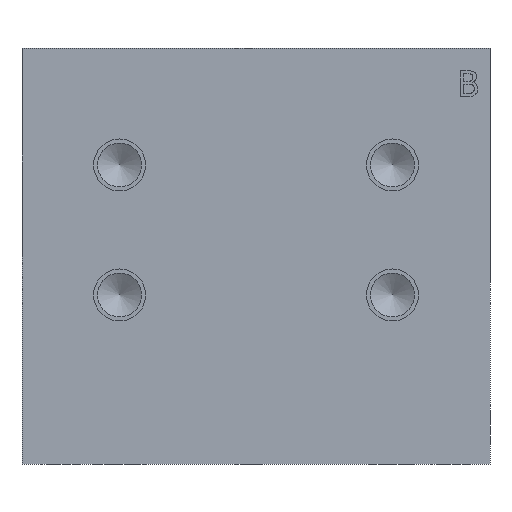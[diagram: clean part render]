
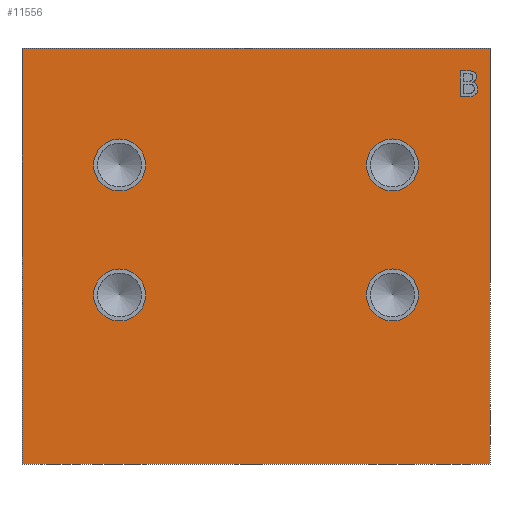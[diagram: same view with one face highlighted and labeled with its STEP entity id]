
A CAD part, front view. The second image highlights one B-rep face of the part: STEP entity #11556.
In plain terms, the highlighted planar face has unit normal (0, -1, 0).
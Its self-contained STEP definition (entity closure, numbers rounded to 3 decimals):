
#371=B_SPLINE_CURVE_WITH_KNOTS('',2,(#19074,#19075,#19076,#19077),
 .UNSPECIFIED.,.F.,.F.,(3,1,3),(0.,1.,2.),.UNSPECIFIED.);
#373=B_SPLINE_CURVE_WITH_KNOTS('',2,(#19101,#19102,#19103,#19104),
 .UNSPECIFIED.,.F.,.F.,(3,1,3),(0.,1.,2.),.UNSPECIFIED.);
#375=B_SPLINE_CURVE_WITH_KNOTS('',2,(#19120,#19121,#19122,#19123),
 .UNSPECIFIED.,.F.,.F.,(3,1,3),(0.,1.,2.),.UNSPECIFIED.);
#377=B_SPLINE_CURVE_WITH_KNOTS('',2,(#19139,#19140,#19141,#19142),
 .UNSPECIFIED.,.F.,.F.,(3,1,3),(0.,1.,2.),.UNSPECIFIED.);
#379=B_SPLINE_CURVE_WITH_KNOTS('',2,(#19176,#19177,#19178,#19179),
 .UNSPECIFIED.,.F.,.F.,(3,1,3),(0.,1.,2.),.UNSPECIFIED.);
#381=B_SPLINE_CURVE_WITH_KNOTS('',2,(#19194,#19195,#19196,#19197),
 .UNSPECIFIED.,.F.,.F.,(3,1,3),(0.,1.,2.),.UNSPECIFIED.);
#528=CIRCLE('',#12063,6.35);
#529=CIRCLE('',#12064,6.35);
#530=CIRCLE('',#12065,6.35);
#531=CIRCLE('',#12066,6.35);
#532=CIRCLE('',#12067,6.35);
#533=CIRCLE('',#12068,6.35);
#534=CIRCLE('',#12069,6.35);
#535=CIRCLE('',#12070,6.35);
#829=FACE_BOUND('',#1964,.T.);
#830=FACE_BOUND('',#1965,.T.);
#831=FACE_BOUND('',#1966,.T.);
#832=FACE_BOUND('',#1967,.T.);
#833=FACE_BOUND('',#1968,.T.);
#1323=FACE_OUTER_BOUND('',#1963,.T.);
#1963=EDGE_LOOP('',(#9484,#9485,#9486,#9487));
#1964=EDGE_LOOP('',(#9488,#9489,#9490,#9491,#9492,#9493,#9494,#9495,#9496,
#9497));
#1965=EDGE_LOOP('',(#9498,#9499));
#1966=EDGE_LOOP('',(#9500,#9501));
#1967=EDGE_LOOP('',(#9502,#9503));
#1968=EDGE_LOOP('',(#9504,#9505));
#2211=LINE('',#15142,#3301);
#2625=LINE('',#17579,#3715);
#3128=LINE('',#19088,#4218);
#3134=LINE('',#19151,#4224);
#3137=LINE('',#19157,#4227);
#3140=LINE('',#19163,#4230);
#3144=LINE('',#19205,#4234);
#3145=LINE('',#19206,#4235);
#3301=VECTOR('',#12540,10.);
#3715=VECTOR('',#13226,10.);
#4218=VECTOR('',#14089,10.);
#4224=VECTOR('',#14097,10.);
#4227=VECTOR('',#14102,10.);
#4230=VECTOR('',#14107,10.);
#4234=VECTOR('',#14115,10.);
#4235=VECTOR('',#14116,10.);
#4380=VERTEX_POINT('',#15140);
#4381=VERTEX_POINT('',#15141);
#4796=VERTEX_POINT('',#17578);
#5170=VERTEX_POINT('',#19072);
#5171=VERTEX_POINT('',#19073);
#5174=VERTEX_POINT('',#19087);
#5176=VERTEX_POINT('',#19100);
#5178=VERTEX_POINT('',#19119);
#5180=VERTEX_POINT('',#19138);
#5182=VERTEX_POINT('',#19150);
#5184=VERTEX_POINT('',#19156);
#5186=VERTEX_POINT('',#19162);
#5188=VERTEX_POINT('',#19175);
#5190=VERTEX_POINT('',#19204);
#5191=VERTEX_POINT('',#19207);
#5192=VERTEX_POINT('',#19208);
#5193=VERTEX_POINT('',#19211);
#5194=VERTEX_POINT('',#19212);
#5195=VERTEX_POINT('',#19215);
#5196=VERTEX_POINT('',#19216);
#5197=VERTEX_POINT('',#19219);
#5198=VERTEX_POINT('',#19220);
#5513=EDGE_CURVE('',#4380,#4381,#2211,.T.);
#6127=EDGE_CURVE('',#4380,#4796,#2625,.T.);
#6686=EDGE_CURVE('',#5170,#5171,#371,.T.);
#6690=EDGE_CURVE('',#5174,#5170,#3128,.T.);
#6693=EDGE_CURVE('',#5176,#5174,#373,.T.);
#6696=EDGE_CURVE('',#5178,#5176,#375,.T.);
#6699=EDGE_CURVE('',#5180,#5178,#377,.T.);
#6702=EDGE_CURVE('',#5182,#5180,#3134,.T.);
#6705=EDGE_CURVE('',#5184,#5182,#3137,.T.);
#6708=EDGE_CURVE('',#5186,#5184,#3140,.T.);
#6711=EDGE_CURVE('',#5188,#5186,#379,.T.);
#6714=EDGE_CURVE('',#5171,#5188,#381,.T.);
#6716=EDGE_CURVE('',#4381,#5190,#3144,.T.);
#6717=EDGE_CURVE('',#4796,#5190,#3145,.T.);
#6718=EDGE_CURVE('',#5191,#5192,#528,.T.);
#6719=EDGE_CURVE('',#5192,#5191,#529,.T.);
#6720=EDGE_CURVE('',#5193,#5194,#530,.T.);
#6721=EDGE_CURVE('',#5194,#5193,#531,.T.);
#6722=EDGE_CURVE('',#5195,#5196,#532,.T.);
#6723=EDGE_CURVE('',#5196,#5195,#533,.T.);
#6724=EDGE_CURVE('',#5197,#5198,#534,.T.);
#6725=EDGE_CURVE('',#5198,#5197,#535,.T.);
#9484=ORIENTED_EDGE('',*,*,#5513,.T.);
#9485=ORIENTED_EDGE('',*,*,#6716,.T.);
#9486=ORIENTED_EDGE('',*,*,#6717,.F.);
#9487=ORIENTED_EDGE('',*,*,#6127,.F.);
#9488=ORIENTED_EDGE('',*,*,#6686,.T.);
#9489=ORIENTED_EDGE('',*,*,#6714,.T.);
#9490=ORIENTED_EDGE('',*,*,#6711,.T.);
#9491=ORIENTED_EDGE('',*,*,#6708,.T.);
#9492=ORIENTED_EDGE('',*,*,#6705,.T.);
#9493=ORIENTED_EDGE('',*,*,#6702,.T.);
#9494=ORIENTED_EDGE('',*,*,#6699,.T.);
#9495=ORIENTED_EDGE('',*,*,#6696,.T.);
#9496=ORIENTED_EDGE('',*,*,#6693,.T.);
#9497=ORIENTED_EDGE('',*,*,#6690,.T.);
#9498=ORIENTED_EDGE('',*,*,#6718,.T.);
#9499=ORIENTED_EDGE('',*,*,#6719,.T.);
#9500=ORIENTED_EDGE('',*,*,#6720,.T.);
#9501=ORIENTED_EDGE('',*,*,#6721,.T.);
#9502=ORIENTED_EDGE('',*,*,#6722,.T.);
#9503=ORIENTED_EDGE('',*,*,#6723,.T.);
#9504=ORIENTED_EDGE('',*,*,#6724,.T.);
#9505=ORIENTED_EDGE('',*,*,#6725,.T.);
#10647=PLANE('',#12062);
#11556=ADVANCED_FACE('',(#1323,#829,#830,#831,#832,#833),#10647,.T.);
#12062=AXIS2_PLACEMENT_3D('',#19203,#14113,#14114);
#12063=AXIS2_PLACEMENT_3D('',#19209,#14117,#14118);
#12064=AXIS2_PLACEMENT_3D('',#19210,#14119,#14120);
#12065=AXIS2_PLACEMENT_3D('',#19213,#14121,#14122);
#12066=AXIS2_PLACEMENT_3D('',#19214,#14123,#14124);
#12067=AXIS2_PLACEMENT_3D('',#19217,#14125,#14126);
#12068=AXIS2_PLACEMENT_3D('',#19218,#14127,#14128);
#12069=AXIS2_PLACEMENT_3D('',#19221,#14129,#14130);
#12070=AXIS2_PLACEMENT_3D('',#19222,#14131,#14132);
#12540=DIRECTION('',(1.,0.,0.));
#13226=DIRECTION('',(0.,0.,1.));
#14089=DIRECTION('',(0.,0.,-1.));
#14097=DIRECTION('',(1.,0.,0.));
#14102=DIRECTION('',(0.,0.,1.));
#14107=DIRECTION('',(-1.,0.,0.));
#14113=DIRECTION('center_axis',(0.,-1.,0.));
#14114=DIRECTION('ref_axis',(1.,0.,0.));
#14115=DIRECTION('',(0.,0.,1.));
#14116=DIRECTION('',(1.,0.,0.));
#14117=DIRECTION('center_axis',(0.,1.,0.));
#14118=DIRECTION('ref_axis',(1.,0.,0.));
#14119=DIRECTION('center_axis',(0.,1.,0.));
#14120=DIRECTION('ref_axis',(1.,0.,0.));
#14121=DIRECTION('center_axis',(0.,1.,0.));
#14122=DIRECTION('ref_axis',(1.,0.,0.));
#14123=DIRECTION('center_axis',(0.,1.,0.));
#14124=DIRECTION('ref_axis',(1.,0.,0.));
#14125=DIRECTION('center_axis',(0.,1.,0.));
#14126=DIRECTION('ref_axis',(1.,0.,0.));
#14127=DIRECTION('center_axis',(0.,1.,0.));
#14128=DIRECTION('ref_axis',(1.,0.,0.));
#14129=DIRECTION('center_axis',(0.,1.,0.));
#14130=DIRECTION('ref_axis',(1.,0.,0.));
#14131=DIRECTION('center_axis',(0.,1.,0.));
#14132=DIRECTION('ref_axis',(1.,0.,0.));
#15140=CARTESIAN_POINT('',(0.,0.,0.));
#15141=CARTESIAN_POINT('',(114.3,0.,0.));
#15142=CARTESIAN_POINT('',(0.,0.,0.));
#17578=CARTESIAN_POINT('',(0.,0.,101.6));
#17579=CARTESIAN_POINT('',(0.,0.,0.));
#19072=CARTESIAN_POINT('',(110.124,0.,93.224));
#19073=CARTESIAN_POINT('',(111.313,0.,91.644));
#19074=CARTESIAN_POINT('Ctrl Pts',(110.124,0.,93.224));
#19075=CARTESIAN_POINT('Ctrl Pts',(110.69,0.,93.069));
#19076=CARTESIAN_POINT('Ctrl Pts',(111.313,0.,92.251));
#19077=CARTESIAN_POINT('Ctrl Pts',(111.313,0.,91.644));
#19087=CARTESIAN_POINT('',(110.124,0.,93.255));
#19088=CARTESIAN_POINT('',(110.124,0.,46.627));
#19100=CARTESIAN_POINT('',(111.014,0.,94.613));
#19101=CARTESIAN_POINT('Ctrl Pts',(111.014,0.,94.613));
#19102=CARTESIAN_POINT('Ctrl Pts',(111.014,0.,94.166));
#19103=CARTESIAN_POINT('Ctrl Pts',(110.541,0.,93.455));
#19104=CARTESIAN_POINT('Ctrl Pts',(110.124,0.,93.255));
#19119=CARTESIAN_POINT('',(110.356,0.,95.786));
#19120=CARTESIAN_POINT('Ctrl Pts',(110.356,0.,95.786));
#19121=CARTESIAN_POINT('Ctrl Pts',(110.7,0.,95.606));
#19122=CARTESIAN_POINT('Ctrl Pts',(111.014,0.,95.015));
#19123=CARTESIAN_POINT('Ctrl Pts',(111.014,0.,94.613));
#19138=CARTESIAN_POINT('',(108.688,0.,96.044));
#19139=CARTESIAN_POINT('Ctrl Pts',(108.688,0.,96.044));
#19140=CARTESIAN_POINT('Ctrl Pts',(109.368,0.,96.044));
#19141=CARTESIAN_POINT('Ctrl Pts',(110.047,0.,95.956));
#19142=CARTESIAN_POINT('Ctrl Pts',(110.356,0.,95.786));
#19150=CARTESIAN_POINT('',(107.006,0.,96.044));
#19151=CARTESIAN_POINT('',(53.503,0.,96.044));
#19156=CARTESIAN_POINT('',(107.006,0.,89.694));
#19157=CARTESIAN_POINT('',(107.006,0.,44.847));
#19162=CARTESIAN_POINT('',(108.827,0.,89.694));
#19163=CARTESIAN_POINT('',(54.414,0.,89.694));
#19175=CARTESIAN_POINT('',(110.654,0.,90.208));
#19176=CARTESIAN_POINT('Ctrl Pts',(110.654,0.,90.208));
#19177=CARTESIAN_POINT('Ctrl Pts',(110.294,0.,89.93));
#19178=CARTESIAN_POINT('Ctrl Pts',(109.476,0.,89.694));
#19179=CARTESIAN_POINT('Ctrl Pts',(108.827,0.,89.694));
#19194=CARTESIAN_POINT('Ctrl Pts',(111.313,0.,91.644));
#19195=CARTESIAN_POINT('Ctrl Pts',(111.313,0.,91.171));
#19196=CARTESIAN_POINT('Ctrl Pts',(110.953,0.,90.445));
#19197=CARTESIAN_POINT('Ctrl Pts',(110.654,0.,90.208));
#19203=CARTESIAN_POINT('Origin',(0.,0.,0.));
#19204=CARTESIAN_POINT('',(114.3,0.,101.6));
#19205=CARTESIAN_POINT('',(114.3,0.,0.));
#19206=CARTESIAN_POINT('',(0.,0.,101.6));
#19207=CARTESIAN_POINT('',(30.175,0.,73.025));
#19208=CARTESIAN_POINT('',(17.475,0.,73.025));
#19209=CARTESIAN_POINT('Origin',(23.825,0.,73.025));
#19210=CARTESIAN_POINT('Origin',(23.825,0.,73.025));
#19211=CARTESIAN_POINT('',(96.825,0.,41.275));
#19212=CARTESIAN_POINT('',(84.125,0.,41.275));
#19213=CARTESIAN_POINT('Origin',(90.475,0.,41.275));
#19214=CARTESIAN_POINT('Origin',(90.475,0.,41.275));
#19215=CARTESIAN_POINT('',(96.825,0.,73.025));
#19216=CARTESIAN_POINT('',(84.125,0.,73.025));
#19217=CARTESIAN_POINT('Origin',(90.475,0.,73.025));
#19218=CARTESIAN_POINT('Origin',(90.475,0.,73.025));
#19219=CARTESIAN_POINT('',(30.175,0.,41.275));
#19220=CARTESIAN_POINT('',(17.475,0.,41.275));
#19221=CARTESIAN_POINT('Origin',(23.825,0.,41.275));
#19222=CARTESIAN_POINT('Origin',(23.825,0.,41.275));
